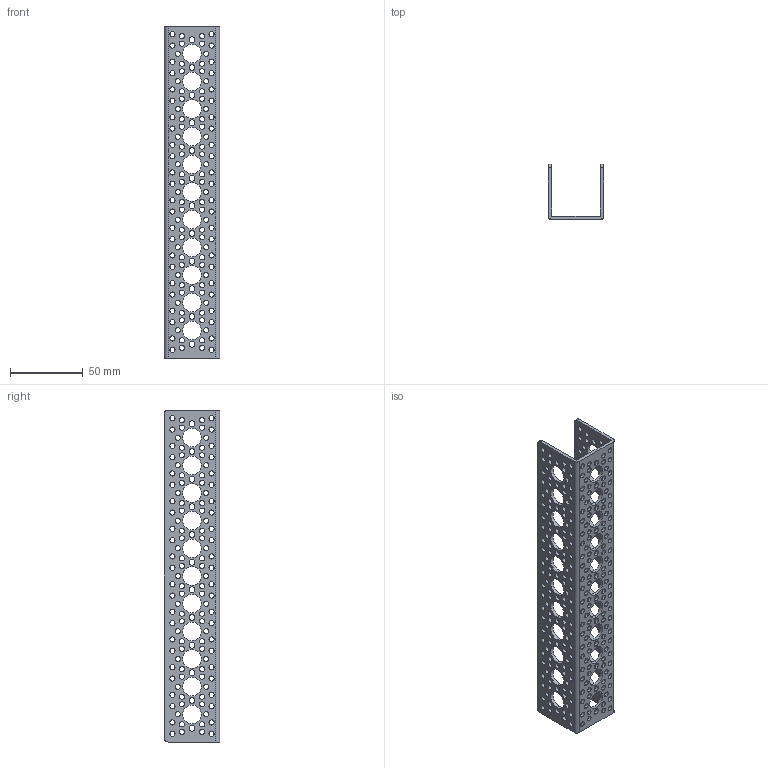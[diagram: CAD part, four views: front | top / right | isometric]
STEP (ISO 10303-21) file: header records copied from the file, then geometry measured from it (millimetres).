
FILE_DESCRIPTION (( 'STEP AP203' ), '1' );
FILE_NAME ('585450.STEP', '2014-07-14T21:41:19', ( 'Kyle' ), ( 'Microsoft' ), 'SwSTEP 2.0', 'SolidWorks 2014', '' );
FILE_SCHEMA (( 'CONFIG_CONTROL_DESIGN' ));
Length unit declared in the file: inch
Products named in the file (1): 585450
Bounding box: 38.1 x 38.1 x 228.6 mm (x, y, z)
Volume: 37996.9 mm3; surface area: 47936.9 mm2
Topology: 1 solids, 1 shells, 862 faces, 2580 edges, 1720 vertices
Faces by surface type: cylinder 852, plane 10
Entity records: 31879 total; most frequent: DIRECTION 6010, CARTESIAN_POINT 5163, ORIENTED_EDGE 5160, EDGE_CURVE 2580, AXIS2_PLACEMENT_3D 2567, VERTEX_POINT 1720, EDGE_LOOP 1708, CIRCLE 1704
